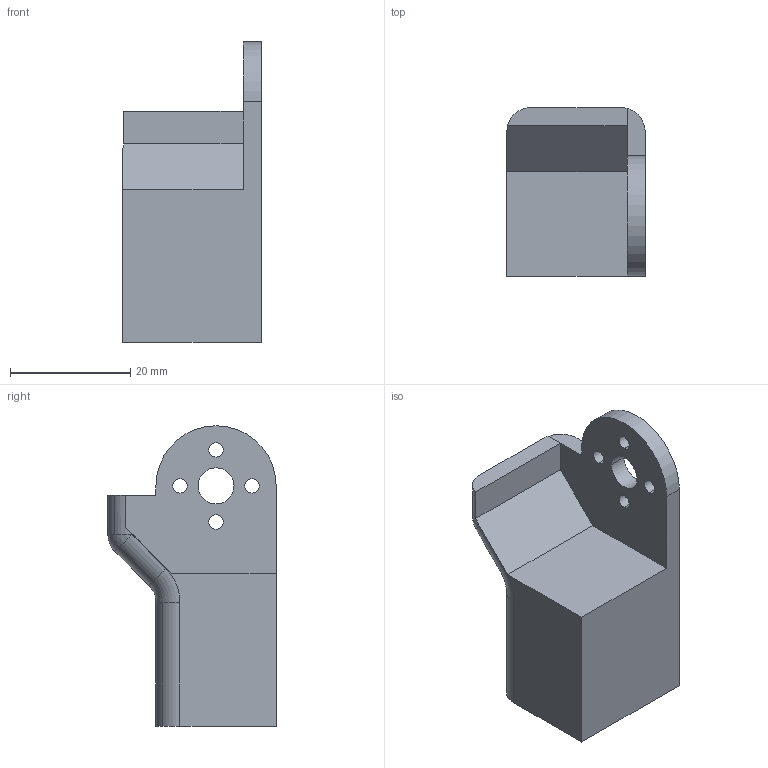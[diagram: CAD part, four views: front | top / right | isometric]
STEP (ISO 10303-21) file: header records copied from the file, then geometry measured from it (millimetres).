
FILE_DESCRIPTION (( 'STEP AP203' ), '1' );
FILE_NAME ('Leader_Gripper_Trigger.STEP', '2024-09-05T20:24:09', ( '' ), ( '' ), 'SwSTEP 2.0', 'SolidWorks 2024', '' );
FILE_SCHEMA (( 'CONFIG_CONTROL_DESIGN' ));
Length unit declared in the file: millimetre
Products named in the file (1): Leader_Gripper_Trigger
Bounding box: 23 x 28 x 50 mm (x, y, z)
Volume: 14128.1 mm3; surface area: 4900.3 mm2
Topology: 1 solids, 1 shells, 45 faces, 121 edges, 76 vertices
Faces by surface type: cylinder 27, plane 14, torus 2, sphere 2
Entity records: 1505 total; most frequent: DIRECTION 267, CARTESIAN_POINT 244, ORIENTED_EDGE 238, EDGE_CURVE 119, AXIS2_PLACEMENT_3D 103, VERTEX_POINT 76, VECTOR 61, LINE 61
